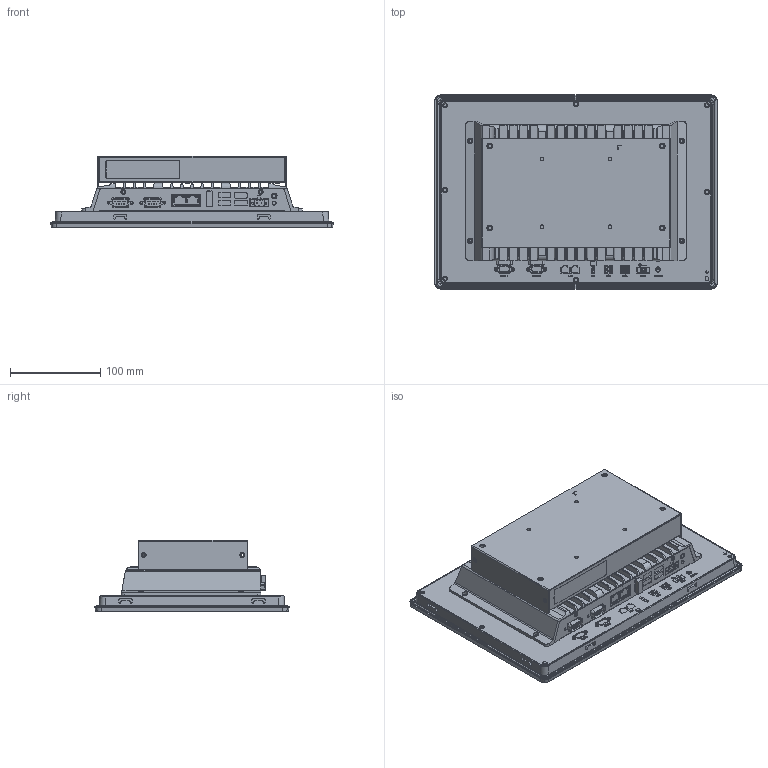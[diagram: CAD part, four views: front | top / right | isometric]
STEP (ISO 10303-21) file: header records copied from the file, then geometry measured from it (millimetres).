
FILE_DESCRIPTION (( 'STEP AP214' ), '1' );
FILE_NAME ('PPC-312W-HDD.STEP', '2024-11-28T02:16:02', ( '' ), ( '' ), 'SwSTEP 2.0', 'SolidWorks 2022', '' );
FILE_SCHEMA (( 'AUTOMOTIVE_DESIGN' ));
Length unit declared in the file: millimetre
Products named in the file (5): HDD_X2_ff06_X0_IDoor Box cover__X2_98108a2d_X0_; 0-ass-silm-PPC-312W__X2_98108a2d_X0_; HDD_X2_ff06_X0_IDoor Box__X2_98108a2d_X0_; HDD_X2_ff06_X0_IDoor_X2_ff06_X0_EXP box__X2_98108a2d_X0_; PPC-312W-HDD
Assembly tree (4 placements, depth 3):
  PPC-312W-HDD
    0-ass-silm-PPC-312W__X2_98108a2d_X0_
    HDD_X2_ff06_X0_IDoor_X2_ff06_X0_EXP box__X2_98108a2d_X0_
      HDD_X2_ff06_X0_IDoor Box__X2_98108a2d_X0_
      HDD_X2_ff06_X0_IDoor Box cover__X2_98108a2d_X0_
Bounding box: 312.58 x 214.68 x 79.25 mm (x, y, z)
Volume: 2298772.2 mm3; surface area: 548108.1 mm2
Topology: 4 solids, 78 shells, 3123 faces, 8180 edges, 5385 vertices
Faces by surface type: plane 1832, cylinder 833, bspline 384, cone 54, torus 20
Entity records: 155611 total; most frequent: CARTESIAN_POINT 48531, ORIENTED_EDGE 16358, DIRECTION 12544, EDGE_CURVE 8179, VERTEX_POINT 5385, LINE 5148, VECTOR 5148, AXIS2_PLACEMENT_3D 3698
